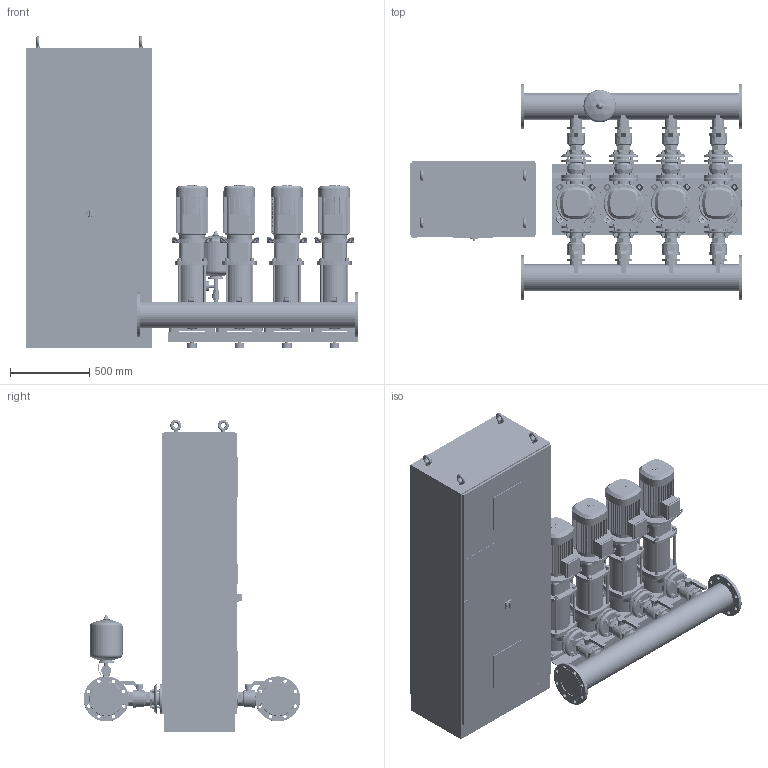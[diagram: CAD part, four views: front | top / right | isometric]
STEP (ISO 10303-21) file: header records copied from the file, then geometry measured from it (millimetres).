
FILE_DESCRIPTION((''),'2;1');
FILE_NAME('3d_SiBoostSmartFC4HELIXV3603_1-2540811.stp','2016-01-25T11:38:40',(''),(''),'Mechanical Desktop 2009','Mechanical Desktop 2009',', , ');
FILE_SCHEMA(('CONFIG_CONTROL_DESIGN'));
Length unit declared in the file: millimetre
Products named in the file (1): Product
Bounding box: 2100 x 1370 x 1975 mm (x, y, z)
Volume: 949815656.2 mm3; surface area: 21177747.1 mm2
Topology: 251 solids, 251 shells, 6036 faces, 15006 edges, 9782 vertices
Faces by surface type: plane 2270, bspline 2110, cylinder 1294, cone 248, torus 108, sphere 6
Entity records: 201052 total; most frequent: CARTESIAN_POINT 60165, ORIENTED_EDGE 29972, DIRECTION 27644, EDGE_CURVE 14986, VERTEX_POINT 9778, AXIS2_PLACEMENT_3D 9431, VECTOR 8782, LINE 8782
